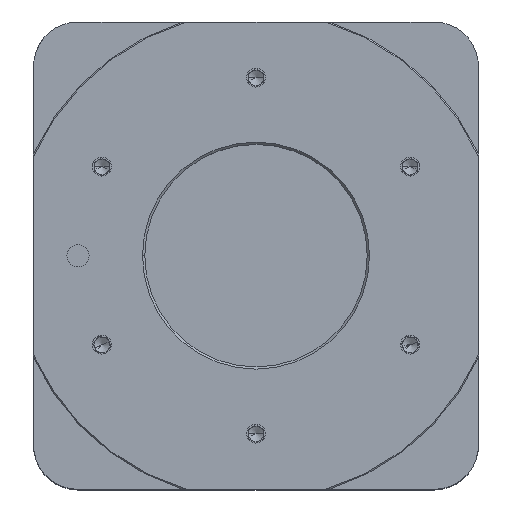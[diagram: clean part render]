
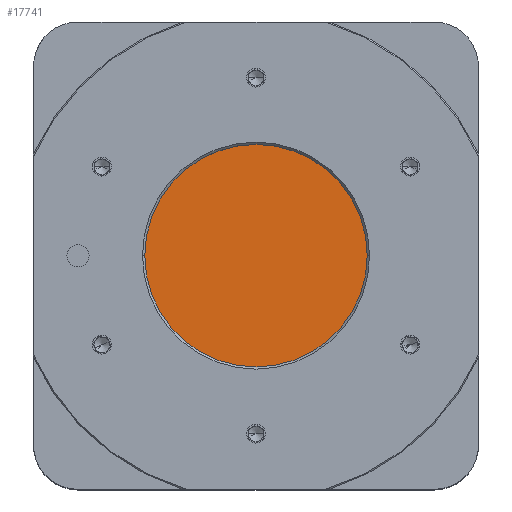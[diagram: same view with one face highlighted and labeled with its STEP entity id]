
A CAD part, top view. The second image highlights one B-rep face of the part: STEP entity #17741.
In plain terms, the highlighted planar face has unit normal (0, 0, 1).
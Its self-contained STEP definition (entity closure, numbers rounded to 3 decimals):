
#696 = CIRCLE ( 'NONE', #28910, 50. ) ;
#1406 = DIRECTION ( 'NONE',  ( 0., 0., 1. ) ) ;
#3373 = PLANE ( 'NONE',  #21250 ) ;
#3800 = DIRECTION ( 'NONE',  ( 0., 0., 1. ) ) ;
#5175 = EDGE_CURVE ( 'NONE', #8480, #20154, #34426, .T. ) ;
#6798 = AXIS2_PLACEMENT_3D ( 'NONE', #29056, #3800, #32234 ) ;
#6900 = CARTESIAN_POINT ( 'NONE',  ( 0., 0., -3.5 ) ) ;
#7054 = CARTESIAN_POINT ( 'NONE',  ( -50., 0., -3.5 ) ) ;
#7345 = FACE_OUTER_BOUND ( 'NONE', #24169, .T. ) ;
#8480 = VERTEX_POINT ( 'NONE', #7054 ) ;
#9933 = DIRECTION ( 'NONE',  ( 0., 0., 1. ) ) ;
#13957 = CARTESIAN_POINT ( 'NONE',  ( 50., 0., -3.5 ) ) ;
#17741 = ADVANCED_FACE ( 'NONE', ( #7345 ), #3373, .T. ) ;
#18301 = ORIENTED_EDGE ( 'NONE', *, *, #5175, .T. ) ;
#20154 = VERTEX_POINT ( 'NONE', #13957 ) ;
#21116 = DIRECTION ( 'NONE',  ( 1., 0., 0. ) ) ;
#21250 = AXIS2_PLACEMENT_3D ( 'NONE', #6900, #1406, #21116 ) ;
#21653 = DIRECTION ( 'NONE',  ( 1., 0., 0. ) ) ;
#21778 = CARTESIAN_POINT ( 'NONE',  ( 0., 0., -3.5 ) ) ;
#23754 = EDGE_CURVE ( 'NONE', #20154, #8480, #696, .T. ) ;
#24169 = EDGE_LOOP ( 'NONE', ( #27552, #18301 ) ) ;
#27552 = ORIENTED_EDGE ( 'NONE', *, *, #23754, .T. ) ;
#28910 = AXIS2_PLACEMENT_3D ( 'NONE', #21778, #9933, #21653 ) ;
#29056 = CARTESIAN_POINT ( 'NONE',  ( 0., 0., -3.5 ) ) ;
#32234 = DIRECTION ( 'NONE',  ( 1., 0., 0. ) ) ;
#34426 = CIRCLE ( 'NONE', #6798, 50. ) ;
